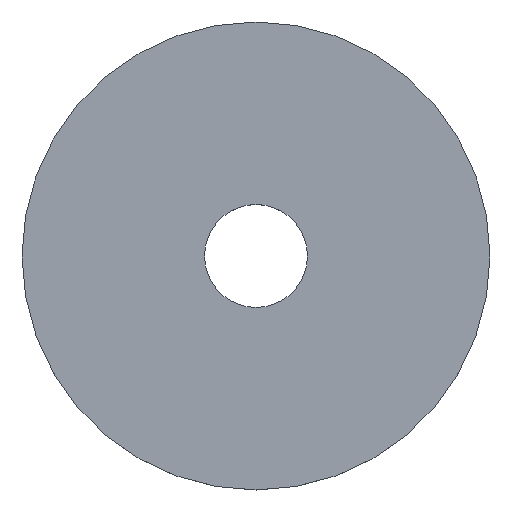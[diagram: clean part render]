
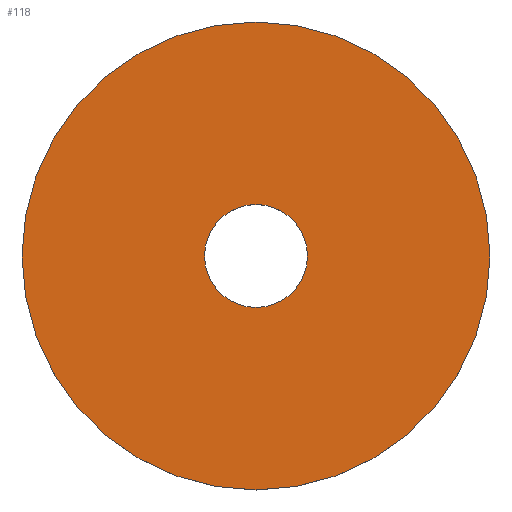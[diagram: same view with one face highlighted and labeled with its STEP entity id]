
A CAD part, top view. The second image highlights one B-rep face of the part: STEP entity #118.
In plain terms, the highlighted planar face has unit normal (0, 0, 1).
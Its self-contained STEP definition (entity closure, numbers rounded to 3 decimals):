
#4 = ORIENTED_EDGE ( 'NONE', *, *, #43, .F. ) ;
#13 = CARTESIAN_POINT ( 'NONE',  ( 0., 11., 5. ) ) ;
#20 = VERTEX_POINT ( 'NONE', #123 ) ;
#22 = DIRECTION ( 'NONE',  ( 0., -1., 0. ) ) ;
#25 = DIRECTION ( 'NONE',  ( 0., 0., -1. ) ) ;
#36 = DIRECTION ( 'NONE',  ( 0., 1., 0. ) ) ;
#40 = DIRECTION ( 'NONE',  ( 0., 1., 0. ) ) ;
#43 = EDGE_CURVE ( 'NONE', #20, #20, #161, .T. ) ;
#46 = AXIS2_PLACEMENT_3D ( 'NONE', #108, #137, #36 ) ;
#47 = EDGE_LOOP ( 'NONE', ( #4 ) ) ;
#50 = DIRECTION ( 'NONE',  ( 0., 0., 1. ) ) ;
#54 = PLANE ( 'NONE',  #58 ) ;
#58 = AXIS2_PLACEMENT_3D ( 'NONE', #13, #50, #22 ) ;
#66 = AXIS2_PLACEMENT_3D ( 'NONE', #112, #25, #40 ) ;
#73 = EDGE_LOOP ( 'NONE', ( #130 ) ) ;
#84 = CIRCLE ( 'NONE', #66, 11. ) ;
#97 = FACE_BOUND ( 'NONE', #73, .T. ) ;
#108 = CARTESIAN_POINT ( 'NONE',  ( 0., 0., 5. ) ) ;
#112 = CARTESIAN_POINT ( 'NONE',  ( 0., 0., 5. ) ) ;
#118 = ADVANCED_FACE ( 'NONE', ( #97, #140 ), #54, .T. ) ;
#123 = CARTESIAN_POINT ( 'NONE',  ( 0., 50., 5. ) ) ;
#130 = ORIENTED_EDGE ( 'NONE', *, *, #148, .T. ) ;
#134 = CARTESIAN_POINT ( 'NONE',  ( 0., 11., 5. ) ) ;
#137 = DIRECTION ( 'NONE',  ( 0., 0., -1. ) ) ;
#140 = FACE_OUTER_BOUND ( 'NONE', #47, .T. ) ;
#148 = EDGE_CURVE ( 'NONE', #165, #165, #84, .T. ) ;
#161 = CIRCLE ( 'NONE', #46, 50. ) ;
#165 = VERTEX_POINT ( 'NONE', #134 ) ;
